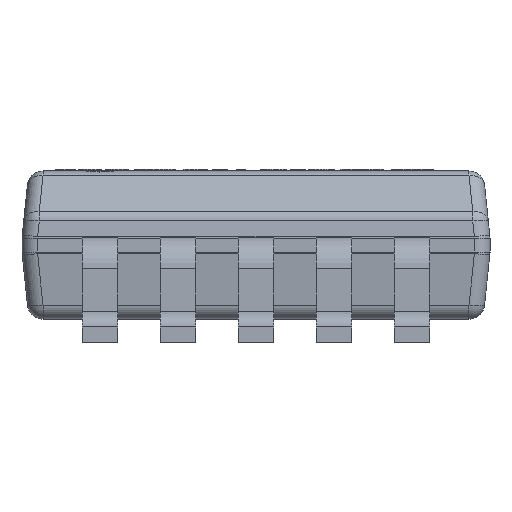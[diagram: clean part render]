
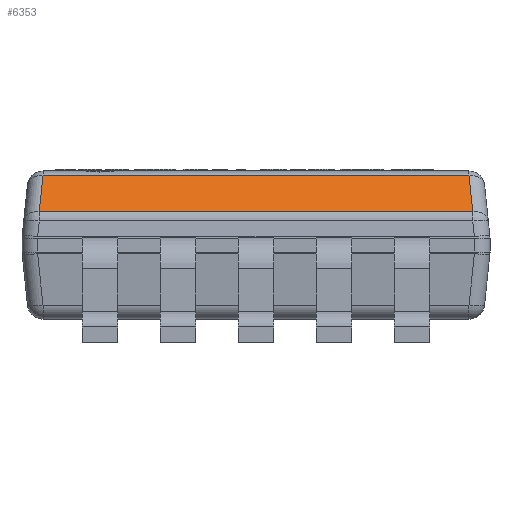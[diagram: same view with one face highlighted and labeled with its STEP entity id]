
A CAD part, left-side view. The second image highlights one B-rep face of the part: STEP entity #6353.
In plain terms, the highlighted planar face has unit normal (-0.707, 0, 0.707).
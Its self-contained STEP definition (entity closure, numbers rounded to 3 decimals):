
#506 = CARTESIAN_POINT ( 'NONE',  ( -1.46, -1.39, 0.84 ) ) ;
#1672 = CARTESIAN_POINT ( 'NONE',  ( -1.229, -1.365, 1.071 ) ) ;
#2798 = LINE ( 'NONE', #4502, #10866 ) ;
#4156 = LINE ( 'NONE', #22467, #15842 ) ;
#4502 = CARTESIAN_POINT ( 'NONE',  ( -1.46, -1.485, 0.84 ) ) ;
#4967 = PLANE ( 'NONE',  #23287 ) ;
#4970 = VERTEX_POINT ( 'NONE', #506 ) ;
#4977 = DIRECTION ( 'NONE',  ( 0., 1., 0. ) ) ;
#5860 = EDGE_CURVE ( 'NONE', #4970, #17531, #4156, .T. ) ;
#6280 = CARTESIAN_POINT ( 'NONE',  ( -1.229, -1.455, 1.071 ) ) ;
#6353 = ADVANCED_FACE ( 'NONE', ( #16178 ), #4967, .T. ) ;
#6513 = EDGE_CURVE ( 'NONE', #14051, #20476, #11903, .T. ) ;
#7247 = DIRECTION ( 'NONE',  ( -0.707, 0., 0.707 ) ) ;
#7283 = VECTOR ( 'NONE', #17119, 1000. ) ;
#7497 = ORIENTED_EDGE ( 'NONE', *, *, #5860, .T. ) ;
#9884 = EDGE_LOOP ( 'NONE', ( #19255, #7497, #16228, #17094 ) ) ;
#10866 = VECTOR ( 'NONE', #4977, 1000. ) ;
#11242 = CARTESIAN_POINT ( 'NONE',  ( -1.46, 1.39, 0.84 ) ) ;
#11903 = LINE ( 'NONE', #12027, #7283 ) ;
#12027 = CARTESIAN_POINT ( 'NONE',  ( -1.49, 1.393, 0.81 ) ) ;
#13611 = DIRECTION ( 'NONE',  ( 0., 1., 0. ) ) ;
#14051 = VERTEX_POINT ( 'NONE', #11242 ) ;
#15086 = EDGE_CURVE ( 'NONE', #4970, #14051, #2798, .T. ) ;
#15433 = LINE ( 'NONE', #6280, #20927 ) ;
#15842 = VECTOR ( 'NONE', #18639, 1000. ) ;
#16178 = FACE_OUTER_BOUND ( 'NONE', #9884, .T. ) ;
#16228 = ORIENTED_EDGE ( 'NONE', *, *, #22950, .T. ) ;
#16630 = DIRECTION ( 'NONE',  ( 0., 1., 0. ) ) ;
#16871 = CARTESIAN_POINT ( 'NONE',  ( -1.2, -1.5, 1.1 ) ) ;
#17094 = ORIENTED_EDGE ( 'NONE', *, *, #6513, .F. ) ;
#17119 = DIRECTION ( 'NONE',  ( 0.705, -0.074, 0.705 ) ) ;
#17531 = VERTEX_POINT ( 'NONE', #1672 ) ;
#18639 = DIRECTION ( 'NONE',  ( 0.705, 0.074, 0.705 ) ) ;
#19255 = ORIENTED_EDGE ( 'NONE', *, *, #15086, .F. ) ;
#20476 = VERTEX_POINT ( 'NONE', #22259 ) ;
#20927 = VECTOR ( 'NONE', #13611, 1000. ) ;
#22259 = CARTESIAN_POINT ( 'NONE',  ( -1.229, 1.365, 1.071 ) ) ;
#22467 = CARTESIAN_POINT ( 'NONE',  ( -1.49, -1.393, 0.81 ) ) ;
#22950 = EDGE_CURVE ( 'NONE', #17531, #20476, #15433, .T. ) ;
#23287 = AXIS2_PLACEMENT_3D ( 'NONE', #16871, #7247, #16630 ) ;
